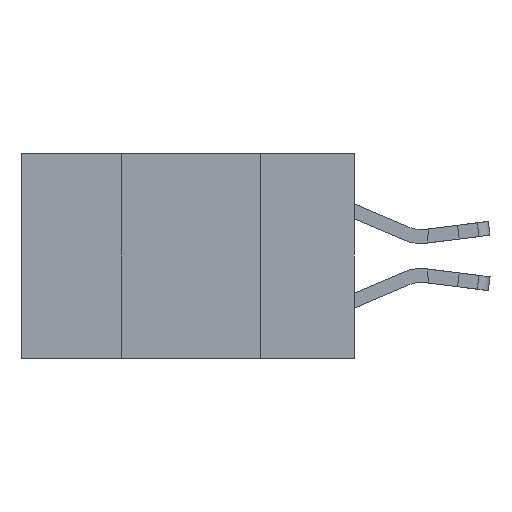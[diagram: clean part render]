
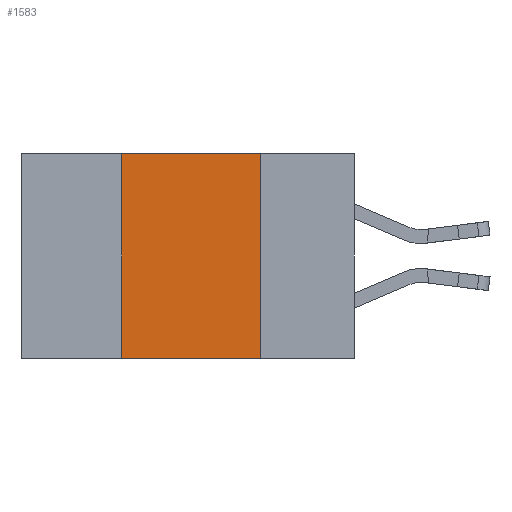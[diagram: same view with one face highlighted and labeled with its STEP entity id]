
A CAD part, left-side view. The second image highlights one B-rep face of the part: STEP entity #1583.
In plain terms, the highlighted planar face has unit normal (-1, 0, 0).
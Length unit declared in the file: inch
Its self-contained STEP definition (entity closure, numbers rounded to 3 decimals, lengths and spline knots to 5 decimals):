
#3 = DIRECTION ( 'NONE',  ( 0., 0., 1. ) ) ;
#769 = PLANE ( 'NONE',  #15312 ) ;
#1336 = ORIENTED_EDGE ( 'NONE', *, *, #9544, .T. ) ;
#1337 = CARTESIAN_POINT ( 'NONE',  ( 0., 0.42, -0.37 ) ) ;
#1583 = ADVANCED_FACE ( 'NONE', ( #4303 ), #769, .F. ) ;
#1612 = CARTESIAN_POINT ( 'NONE',  ( 0., 0.42, 0. ) ) ;
#1813 = ORIENTED_EDGE ( 'NONE', *, *, #8063, .F. ) ;
#2211 = EDGE_CURVE ( 'NONE', #6889, #14924, #8817, .T. ) ;
#3160 = CARTESIAN_POINT ( 'NONE',  ( 0., 0.17, -0.37 ) ) ;
#3986 = CARTESIAN_POINT ( 'NONE',  ( 0., 0.42, -0.37 ) ) ;
#4303 = FACE_OUTER_BOUND ( 'NONE', #13135, .T. ) ;
#4792 = VECTOR ( 'NONE', #8595, 39.37008 ) ;
#4956 = VECTOR ( 'NONE', #3, 39.37008 ) ;
#5177 = DIRECTION ( 'NONE',  ( 0., -1., 0. ) ) ;
#5179 = CARTESIAN_POINT ( 'NONE',  ( 0., 0.6, -0.37 ) ) ;
#6889 = VERTEX_POINT ( 'NONE', #18684 ) ;
#8063 = EDGE_CURVE ( 'NONE', #11421, #6889, #16310, .T. ) ;
#8363 = VECTOR ( 'NONE', #9669, 39.37008 ) ;
#8595 = DIRECTION ( 'NONE',  ( 0., -1., 0. ) ) ;
#8643 = CARTESIAN_POINT ( 'NONE',  ( 0., 0.6, 0. ) ) ;
#8817 = LINE ( 'NONE', #3160, #8363 ) ;
#9159 = DIRECTION ( 'NONE',  ( 0., 0., -1. ) ) ;
#9171 = CARTESIAN_POINT ( 'NONE',  ( 0., 0.17, -0.37 ) ) ;
#9215 = VERTEX_POINT ( 'NONE', #3986 ) ;
#9523 = ORIENTED_EDGE ( 'NONE', *, *, #2211, .F. ) ;
#9544 = EDGE_CURVE ( 'NONE', #9215, #14924, #18280, .T. ) ;
#9633 = EDGE_CURVE ( 'NONE', #9215, #11421, #16468, .T. ) ;
#9669 = DIRECTION ( 'NONE',  ( 0., 0., -1. ) ) ;
#9842 = CARTESIAN_POINT ( 'NONE',  ( 0., 0.6, 0. ) ) ;
#11421 = VERTEX_POINT ( 'NONE', #1612 ) ;
#13135 = EDGE_LOOP ( 'NONE', ( #9523, #1813, #15607, #1336 ) ) ;
#14924 = VERTEX_POINT ( 'NONE', #9171 ) ;
#15058 = DIRECTION ( 'NONE',  ( 1., 0., 0. ) ) ;
#15312 = AXIS2_PLACEMENT_3D ( 'NONE', #9842, #15058, #9159 ) ;
#15607 = ORIENTED_EDGE ( 'NONE', *, *, #9633, .F. ) ;
#16310 = LINE ( 'NONE', #8643, #4792 ) ;
#16468 = LINE ( 'NONE', #1337, #4956 ) ;
#17844 = VECTOR ( 'NONE', #5177, 39.37008 ) ;
#18280 = LINE ( 'NONE', #5179, #17844 ) ;
#18684 = CARTESIAN_POINT ( 'NONE',  ( 0., 0.17, 0. ) ) ;
